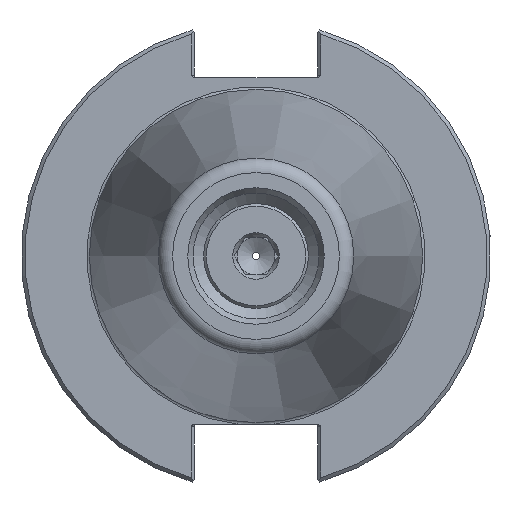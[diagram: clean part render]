
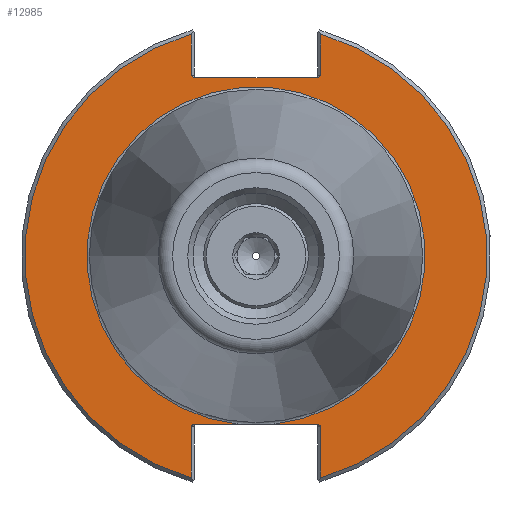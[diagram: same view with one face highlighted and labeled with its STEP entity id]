
A CAD part, left-side view. The second image highlights one B-rep face of the part: STEP entity #12985.
In plain terms, the highlighted planar face has unit normal (-1, 0, 0).
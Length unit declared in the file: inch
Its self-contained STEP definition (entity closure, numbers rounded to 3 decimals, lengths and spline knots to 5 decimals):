
#229=ELLIPSE('',#14345,0.02828,0.02);
#233=ELLIPSE('',#14354,0.02828,0.02);
#234=ELLIPSE('',#14358,0.02828,0.02);
#238=ELLIPSE('',#14367,0.02828,0.02);
#1285=PLANE('',#14381);
#1819=FACE_OUTER_BOUND('',#2531,.T.);
#2531=EDGE_LOOP('',(#8686,#8687,#8688,#8689,#8690,#8691,#8692,#8693,#8694,
#8695,#8696,#8697,#8698,#8699));
#3313=LINE('',#21835,#3965);
#3321=LINE('',#21867,#3973);
#3329=LINE('',#21898,#3981);
#3337=LINE('',#21930,#3989);
#3339=LINE('',#21962,#3991);
#3340=LINE('',#21964,#3992);
#3341=LINE('',#21966,#3993);
#3965=VECTOR('',#16359,0.3937);
#3973=VECTOR('',#16385,0.3937);
#3981=VECTOR('',#16409,0.3937);
#3989=VECTOR('',#16435,0.3937);
#3991=VECTOR('',#16453,0.3937);
#3992=VECTOR('',#16456,0.3937);
#3993=VECTOR('',#16459,0.3937);
#4584=CIRCLE('',#14376,1.395);
#4589=CIRCLE('',#14382,1.9075);
#4590=CIRCLE('',#14383,1.9075);
#5151=VERTEX_POINT('',#21820);
#5152=VERTEX_POINT('',#21822);
#5155=VERTEX_POINT('',#21834);
#5160=VERTEX_POINT('',#21852);
#5161=VERTEX_POINT('',#21854);
#5164=VERTEX_POINT('',#21866);
#5166=VERTEX_POINT('',#21874);
#5167=VERTEX_POINT('',#21875);
#5173=VERTEX_POINT('',#21894);
#5176=VERTEX_POINT('',#21908);
#5177=VERTEX_POINT('',#21910);
#5182=VERTEX_POINT('',#21926);
#5184=VERTEX_POINT('',#21938);
#5186=VERTEX_POINT('',#21946);
#6540=EDGE_CURVE('',#5151,#5152,#229,.T.);
#6545=EDGE_CURVE('',#5152,#5155,#3313,.T.);
#6554=EDGE_CURVE('',#5160,#5161,#233,.T.);
#6559=EDGE_CURVE('',#5161,#5164,#3321,.T.);
#6562=EDGE_CURVE('',#5166,#5167,#234,.T.);
#6573=EDGE_CURVE('',#5173,#5166,#3329,.T.);
#6578=EDGE_CURVE('',#5176,#5177,#238,.T.);
#6587=EDGE_CURVE('',#5182,#5176,#3337,.T.);
#6591=EDGE_CURVE('',#5184,#5186,#4584,.T.);
#6597=EDGE_CURVE('',#5167,#5184,#3339,.T.);
#6598=EDGE_CURVE('',#5155,#5173,#4589,.T.);
#6599=EDGE_CURVE('',#5177,#5151,#3340,.T.);
#6600=EDGE_CURVE('',#5164,#5182,#4590,.T.);
#6601=EDGE_CURVE('',#5186,#5160,#3341,.T.);
#8686=ORIENTED_EDGE('',*,*,#6591,.F.);
#8687=ORIENTED_EDGE('',*,*,#6597,.F.);
#8688=ORIENTED_EDGE('',*,*,#6562,.F.);
#8689=ORIENTED_EDGE('',*,*,#6573,.F.);
#8690=ORIENTED_EDGE('',*,*,#6598,.F.);
#8691=ORIENTED_EDGE('',*,*,#6545,.F.);
#8692=ORIENTED_EDGE('',*,*,#6540,.F.);
#8693=ORIENTED_EDGE('',*,*,#6599,.F.);
#8694=ORIENTED_EDGE('',*,*,#6578,.F.);
#8695=ORIENTED_EDGE('',*,*,#6587,.F.);
#8696=ORIENTED_EDGE('',*,*,#6600,.F.);
#8697=ORIENTED_EDGE('',*,*,#6559,.F.);
#8698=ORIENTED_EDGE('',*,*,#6554,.F.);
#8699=ORIENTED_EDGE('',*,*,#6601,.F.);
#12985=ADVANCED_FACE('',(#1819),#1285,.T.);
#14345=AXIS2_PLACEMENT_3D('',#21823,#16350,#16351);
#14354=AXIS2_PLACEMENT_3D('',#21855,#16376,#16377);
#14358=AXIS2_PLACEMENT_3D('',#21876,#16389,#16390);
#14367=AXIS2_PLACEMENT_3D('',#21911,#16417,#16418);
#14376=AXIS2_PLACEMENT_3D('',#21947,#16441,#16442);
#14381=AXIS2_PLACEMENT_3D('',#21961,#16451,#16452);
#14382=AXIS2_PLACEMENT_3D('',#21963,#16454,#16455);
#14383=AXIS2_PLACEMENT_3D('',#21965,#16457,#16458);
#16350=DIRECTION('center_axis',(-1.,0.,0.));
#16351=DIRECTION('ref_axis',(0.,-1.,0.));
#16359=DIRECTION('',(0.,0.,1.));
#16376=DIRECTION('center_axis',(-1.,0.,0.));
#16377=DIRECTION('ref_axis',(0.,1.,0.));
#16385=DIRECTION('',(0.,0.,-1.));
#16389=DIRECTION('center_axis',(-1.,0.,0.));
#16390=DIRECTION('ref_axis',(0.,-1.,0.));
#16409=DIRECTION('',(0.,0.,1.));
#16417=DIRECTION('center_axis',(-1.,0.,0.));
#16418=DIRECTION('ref_axis',(0.,1.,0.));
#16435=DIRECTION('',(0.,0.,-1.));
#16441=DIRECTION('center_axis',(-1.,0.,0.));
#16442=DIRECTION('ref_axis',(0.,-1.,0.));
#16451=DIRECTION('center_axis',(-1.,0.,0.));
#16452=DIRECTION('ref_axis',(0.,0.,1.));
#16453=DIRECTION('',(0.,1.,0.));
#16454=DIRECTION('center_axis',(1.,0.,0.));
#16455=DIRECTION('ref_axis',(0.,-1.,0.));
#16456=DIRECTION('',(0.,-1.,0.));
#16457=DIRECTION('center_axis',(1.,0.,0.));
#16458=DIRECTION('ref_axis',(0.,1.,0.));
#16459=DIRECTION('',(0.,1.,0.));
#21820=CARTESIAN_POINT('',(0.125,-0.50422,1.472));
#21822=CARTESIAN_POINT('',(0.125,-0.5325,1.492));
#21823=CARTESIAN_POINT('Origin',(0.125,-0.50422,1.492));
#21834=CARTESIAN_POINT('',(0.125,-0.5325,1.83167));
#21835=CARTESIAN_POINT('',(0.125,-0.5325,0.736));
#21852=CARTESIAN_POINT('',(0.125,0.50422,-1.388));
#21854=CARTESIAN_POINT('',(0.125,0.5325,-1.408));
#21855=CARTESIAN_POINT('Origin',(0.125,0.50422,-1.408));
#21866=CARTESIAN_POINT('',(0.125,0.5325,-1.83167));
#21867=CARTESIAN_POINT('',(0.125,0.5325,-0.694));
#21874=CARTESIAN_POINT('',(0.125,-0.5325,-1.408));
#21875=CARTESIAN_POINT('',(0.125,-0.50422,-1.388));
#21876=CARTESIAN_POINT('Origin',(0.125,-0.50422,-1.408));
#21894=CARTESIAN_POINT('',(0.125,-0.5325,-1.83167));
#21898=CARTESIAN_POINT('',(0.125,-0.5325,-0.694));
#21908=CARTESIAN_POINT('',(0.125,0.5325,1.492));
#21910=CARTESIAN_POINT('',(0.125,0.50422,1.472));
#21911=CARTESIAN_POINT('Origin',(0.125,0.50422,1.492));
#21926=CARTESIAN_POINT('',(0.125,0.5325,1.83167));
#21930=CARTESIAN_POINT('',(0.125,0.5325,0.736));
#21938=CARTESIAN_POINT('',(0.125,-0.13957,-1.388));
#21946=CARTESIAN_POINT('',(0.125,0.13957,-1.388));
#21947=CARTESIAN_POINT('Origin',(0.125,0.,0.));
#21961=CARTESIAN_POINT('Origin',(0.125,1.65625,0.));
#21962=CARTESIAN_POINT('',(0.125,0.82813,-1.388));
#21963=CARTESIAN_POINT('Origin',(0.125,0.,0.));
#21964=CARTESIAN_POINT('',(0.125,0.82813,1.472));
#21965=CARTESIAN_POINT('Origin',(0.125,0.,0.));
#21966=CARTESIAN_POINT('',(0.125,0.82813,-1.388));
